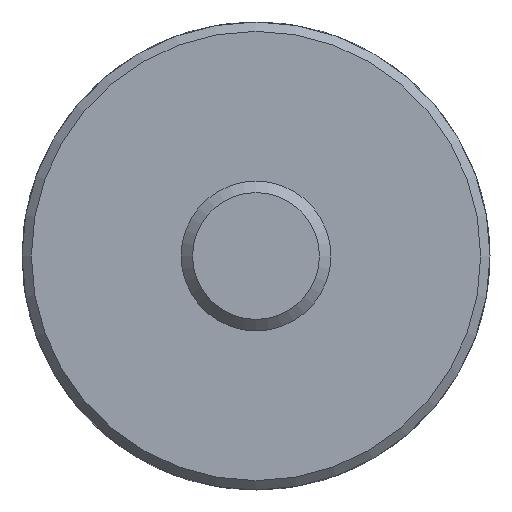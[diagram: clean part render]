
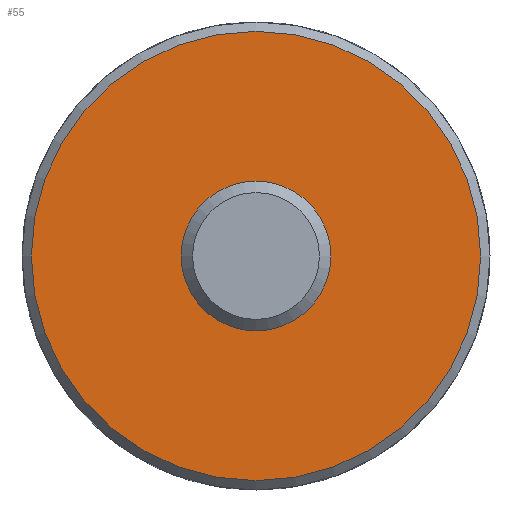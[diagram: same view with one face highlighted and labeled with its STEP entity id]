
A CAD part, front view. The second image highlights one B-rep face of the part: STEP entity #55.
In plain terms, the highlighted planar face has unit normal (0, -1, 0).
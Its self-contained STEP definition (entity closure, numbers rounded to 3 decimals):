
#55 = ADVANCED_FACE( '', ( #134, #135 ), #136, .F. );
#134 = FACE_OUTER_BOUND( '', #252, .T. );
#135 = FACE_BOUND( '', #253, .T. );
#136 = PLANE( '', #254 );
#252 = EDGE_LOOP( '', ( #364 ) );
#253 = EDGE_LOOP( '', ( #365 ) );
#254 = AXIS2_PLACEMENT_3D( '', #366, #367, #368 );
#364 = ORIENTED_EDGE( '', *, *, #585, .F. );
#365 = ORIENTED_EDGE( '', *, *, #586, .T. );
#366 = CARTESIAN_POINT( '', ( -6.5, 0., 0. ) );
#367 = DIRECTION( '', ( 0., 1., 0. ) );
#368 = DIRECTION( '', ( -1., 0., 0. ) );
#585 = EDGE_CURVE( '', #665, #665, #666, .T. );
#586 = EDGE_CURVE( '', #667, #667, #668, .T. );
#665 = VERTEX_POINT( '', #780 );
#666 = CIRCLE( '', #781, 24. );
#667 = VERTEX_POINT( '', #782 );
#668 = CIRCLE( '', #783, 6.5 );
#780 = CARTESIAN_POINT( '', ( -24., 0., 0. ) );
#781 = AXIS2_PLACEMENT_3D( '', #918, #919, #920 );
#782 = CARTESIAN_POINT( '', ( -6.5, 0., 0. ) );
#783 = AXIS2_PLACEMENT_3D( '', #921, #922, #923 );
#918 = CARTESIAN_POINT( '', ( 0., 0., 0. ) );
#919 = DIRECTION( '', ( 0., 1., 0. ) );
#920 = DIRECTION( '', ( -1., 0., 0. ) );
#921 = CARTESIAN_POINT( '', ( 0., 0., 0. ) );
#922 = DIRECTION( '', ( 0., 1., 0. ) );
#923 = DIRECTION( '', ( -1., 0., 0. ) );
